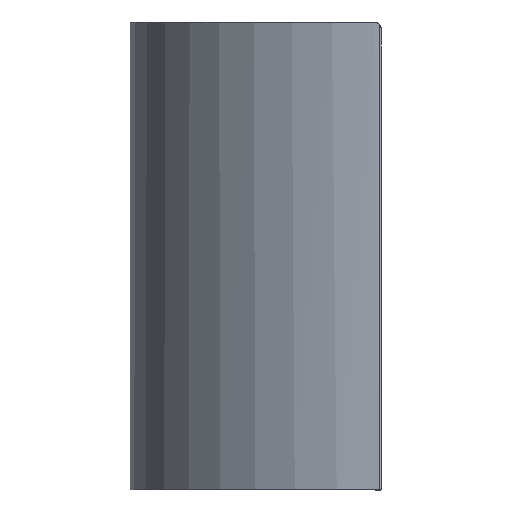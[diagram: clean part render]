
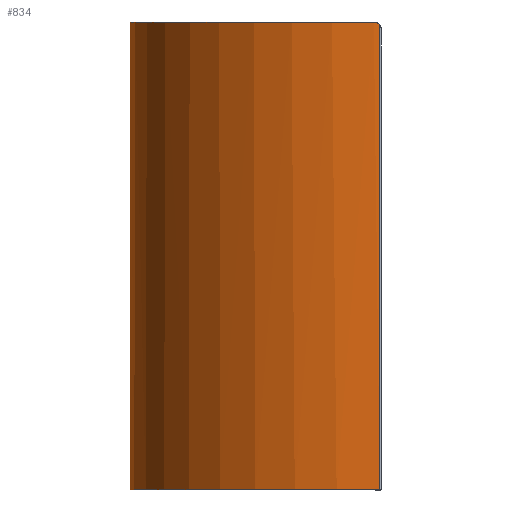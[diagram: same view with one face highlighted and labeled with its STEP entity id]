
A CAD part, left-side view. The second image highlights one B-rep face of the part: STEP entity #834.
In plain terms, the highlighted cylindrical face has radius 171.8 mm (diameter 343.6 mm), a partial arc.
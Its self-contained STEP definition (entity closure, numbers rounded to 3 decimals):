
#431=CARTESIAN_POINT('',(-171.796,1.117,317.758));
#432=VERTEX_POINT('',#431);
#528=CARTESIAN_POINT('',(-1.117,171.796,317.758));
#529=VERTEX_POINT('',#528);
#687=CARTESIAN_POINT('',(-5.294,171.718,320.));
#688=VERTEX_POINT('',#687);
#689=CARTESIAN_POINT('',(-1.117,171.796,317.758));
#690=CARTESIAN_POINT('',(-1.507,171.794,318.346));
#691=CARTESIAN_POINT('',(-2.022,171.789,318.851));
#692=CARTESIAN_POINT('',(-2.619,171.78,319.226));
#693=CARTESIAN_POINT('',(-3.414,171.768,319.728));
#694=CARTESIAN_POINT('',(-4.353,171.747,320.));
#695=CARTESIAN_POINT('',(-5.294,171.718,320.));
#696=B_SPLINE_CURVE_WITH_KNOTS('',3,(#689,#690,#691,#692,#693,#694,#695),.UNSPECIFIED.,.F.,.U.,(4,3,4),(-0.986,-0.564,0.),.UNSPECIFIED.);
#697=EDGE_CURVE('',#529,#688,#696,.T.);
#775=CARTESIAN_POINT('',(-171.718,5.294,320.));
#776=VERTEX_POINT('',#775);
#777=CARTESIAN_POINT('',(0.,0.,320.));
#778=DIRECTION('',(0.,0.,1.0));
#779=DIRECTION('',(-0.031,1.,0.));
#780=AXIS2_PLACEMENT_3D('',#777,#778,#779);
#781=CIRCLE('',#780,171.8);
#782=EDGE_CURVE('',#688,#776,#781,.T.);
#794=CARTESIAN_POINT('',(0.,0.,320.));
#795=DIRECTION('',(0.,0.,-1.0));
#796=DIRECTION('',(-0.007,1.,0.));
#797=AXIS2_PLACEMENT_3D('',#794,#795,#796);
#798=CYLINDRICAL_SURFACE('',#797,171.8);
#799=ORIENTED_EDGE('',*,*,#697,.F.);
#800=CARTESIAN_POINT('',(-1.117,171.796,0.));
#801=VERTEX_POINT('',#800);
#802=CARTESIAN_POINT('',(-1.117,171.796,0.));
#803=DIRECTION('',(0.0,0.0,1.0));
#804=VECTOR('',#803,317.758);
#805=LINE('',#802,#804);
#806=EDGE_CURVE('',#801,#529,#805,.T.);
#807=ORIENTED_EDGE('',*,*,#806,.F.);
#808=CARTESIAN_POINT('',(-171.796,1.117,0.));
#809=VERTEX_POINT('',#808);
#810=CARTESIAN_POINT('',(0.,0.,0.));
#811=DIRECTION('',(0.,0.,-1.0));
#812=DIRECTION('',(-1.,0.007,0.));
#813=AXIS2_PLACEMENT_3D('',#810,#811,#812);
#814=CIRCLE('',#813,171.8);
#815=EDGE_CURVE('',#809,#801,#814,.T.);
#816=ORIENTED_EDGE('',*,*,#815,.F.);
#817=CARTESIAN_POINT('',(-171.796,1.117,0.));
#818=DIRECTION('',(0.0,0.0,1.0));
#819=VECTOR('',#818,317.758);
#820=LINE('',#817,#819);
#821=EDGE_CURVE('',#809,#432,#820,.T.);
#822=ORIENTED_EDGE('',*,*,#821,.T.);
#823=CARTESIAN_POINT('',(-171.718,5.294,320.));
#824=CARTESIAN_POINT('',(-171.747,4.353,320.));
#825=CARTESIAN_POINT('',(-171.783,2.71,319.523));
#826=CARTESIAN_POINT('',(-171.794,1.507,318.346));
#827=CARTESIAN_POINT('',(-171.796,1.117,317.758));
#828=B_SPLINE_CURVE_WITH_KNOTS('',3,(#823,#824,#825,#826,#827),.UNSPECIFIED.,.F.,.U.,(4,1,4),(0.0,0.564,0.986),.UNSPECIFIED.);
#829=EDGE_CURVE('',#776,#432,#828,.T.);
#830=ORIENTED_EDGE('',*,*,#829,.F.);
#831=ORIENTED_EDGE('',*,*,#782,.F.);
#832=EDGE_LOOP('',(#799,#807,#816,#822,#830,#831));
#833=FACE_OUTER_BOUND('',#832,.T.);
#834=ADVANCED_FACE('',(#833),#798,.T.);
